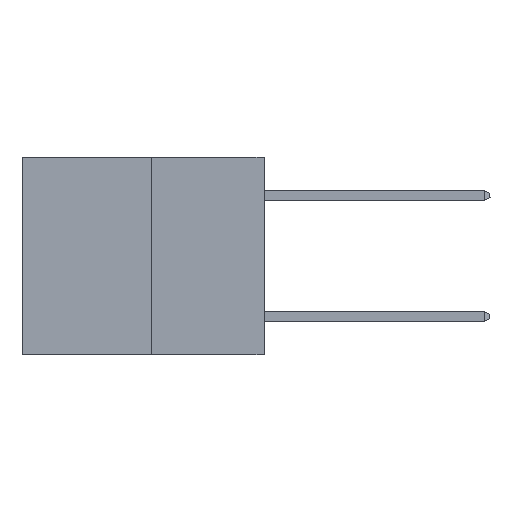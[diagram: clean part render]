
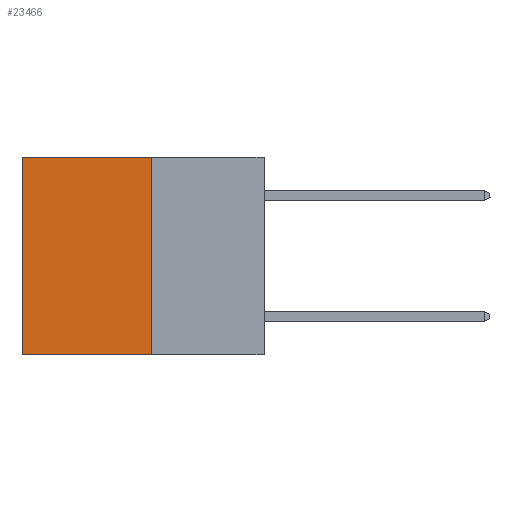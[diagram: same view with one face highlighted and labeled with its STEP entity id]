
A CAD part, left-side view. The second image highlights one B-rep face of the part: STEP entity #23466.
In plain terms, the highlighted planar face has unit normal (-1, 0, 0).
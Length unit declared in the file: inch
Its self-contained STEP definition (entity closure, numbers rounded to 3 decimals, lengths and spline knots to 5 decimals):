
#572 = EDGE_LOOP ( 'NONE', ( #7291, #14478, #3073, #5437 ) ) ;
#1326 = CARTESIAN_POINT ( 'NONE',  ( 0.3165, 0.28, 0. ) ) ;
#3073 = ORIENTED_EDGE ( 'NONE', *, *, #7857, .F. ) ;
#3169 = EDGE_CURVE ( 'NONE', #10733, #15351, #9225, .T. ) ;
#3357 = FACE_OUTER_BOUND ( 'NONE', #572, .T. ) ;
#3509 = LINE ( 'NONE', #19292, #5269 ) ;
#5190 = DIRECTION ( 'NONE',  ( 0., 0., -1. ) ) ;
#5269 = VECTOR ( 'NONE', #9676, 39.37008 ) ;
#5437 = ORIENTED_EDGE ( 'NONE', *, *, #14197, .T. ) ;
#5624 = EDGE_CURVE ( 'NONE', #20862, #15351, #3509, .T. ) ;
#5963 = LINE ( 'NONE', #20041, #8335 ) ;
#7291 = ORIENTED_EDGE ( 'NONE', *, *, #3169, .T. ) ;
#7724 = VERTEX_POINT ( 'NONE', #17819 ) ;
#7857 = EDGE_CURVE ( 'NONE', #7724, #20862, #5963, .T. ) ;
#8335 = VECTOR ( 'NONE', #5190, 39.37008 ) ;
#8805 = DIRECTION ( 'NONE',  ( 0., 0., -1. ) ) ;
#8884 = CARTESIAN_POINT ( 'NONE',  ( 0.3165, 0.6, -0.49 ) ) ;
#9225 = LINE ( 'NONE', #8884, #14239 ) ;
#9316 = LINE ( 'NONE', #1326, #10483 ) ;
#9676 = DIRECTION ( 'NONE',  ( 0., 1., 0. ) ) ;
#10483 = VECTOR ( 'NONE', #16059, 39.37008 ) ;
#10674 = AXIS2_PLACEMENT_3D ( 'NONE', #12398, #17996, #23823 ) ;
#10733 = VERTEX_POINT ( 'NONE', #19257 ) ;
#12398 = CARTESIAN_POINT ( 'NONE',  ( 0.3165, 0.28, -0.49 ) ) ;
#14197 = EDGE_CURVE ( 'NONE', #7724, #10733, #9316, .T. ) ;
#14239 = VECTOR ( 'NONE', #8805, 39.37008 ) ;
#14268 = CARTESIAN_POINT ( 'NONE',  ( 0.3165, 0.28, -0.49 ) ) ;
#14478 = ORIENTED_EDGE ( 'NONE', *, *, #5624, .F. ) ;
#15351 = VERTEX_POINT ( 'NONE', #19982 ) ;
#16059 = DIRECTION ( 'NONE',  ( 0., 1., 0. ) ) ;
#17819 = CARTESIAN_POINT ( 'NONE',  ( 0.3165, 0.28, 0. ) ) ;
#17996 = DIRECTION ( 'NONE',  ( 1., 0., 0. ) ) ;
#18226 = PLANE ( 'NONE',  #10674 ) ;
#19257 = CARTESIAN_POINT ( 'NONE',  ( 0.3165, 0.6, 0. ) ) ;
#19292 = CARTESIAN_POINT ( 'NONE',  ( 0.3165, 0.28, -0.49 ) ) ;
#19982 = CARTESIAN_POINT ( 'NONE',  ( 0.3165, 0.6, -0.49 ) ) ;
#20041 = CARTESIAN_POINT ( 'NONE',  ( 0.3165, 0.28, -0.49 ) ) ;
#20862 = VERTEX_POINT ( 'NONE', #14268 ) ;
#23466 = ADVANCED_FACE ( 'NONE', ( #3357 ), #18226, .F. ) ;
#23823 = DIRECTION ( 'NONE',  ( 0., 0., -1. ) ) ;
